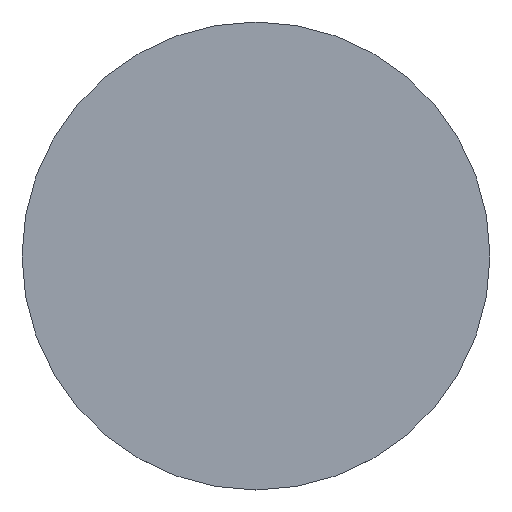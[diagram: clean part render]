
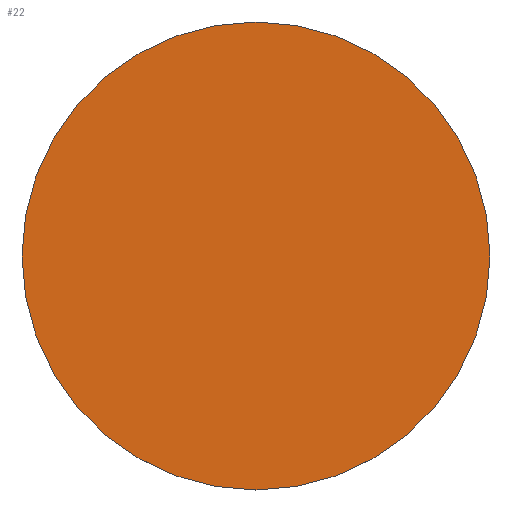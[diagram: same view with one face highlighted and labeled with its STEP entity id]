
A CAD part, top view. The second image highlights one B-rep face of the part: STEP entity #22.
In plain terms, the highlighted planar face has unit normal (0, 0, 1).
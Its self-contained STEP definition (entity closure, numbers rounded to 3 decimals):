
#22 = ADVANCED_FACE ( 'NONE', ( #46 ), #77, .T. ) ;
#40 = DIRECTION ( 'NONE',  ( 1., 0., 0. ) ) ;
#42 = CIRCLE ( 'NONE', #133, 20. ) ;
#46 = FACE_OUTER_BOUND ( 'NONE', #173, .T. ) ;
#54 = CARTESIAN_POINT ( 'NONE',  ( 0., 0., 0.2 ) ) ;
#65 = CIRCLE ( 'NONE', #111, 20. ) ;
#69 = VERTEX_POINT ( 'NONE', #137 ) ;
#75 = ORIENTED_EDGE ( 'NONE', *, *, #119, .T. ) ;
#77 = PLANE ( 'NONE',  #121 ) ;
#85 = ORIENTED_EDGE ( 'NONE', *, *, #108, .T. ) ;
#101 = DIRECTION ( 'NONE',  ( 0., 0., 1. ) ) ;
#102 = CARTESIAN_POINT ( 'NONE',  ( 0., 0., 0.2 ) ) ;
#108 = EDGE_CURVE ( 'NONE', #69, #141, #65, .T. ) ;
#111 = AXIS2_PLACEMENT_3D ( 'NONE', #126, #124, #175 ) ;
#119 = EDGE_CURVE ( 'NONE', #141, #69, #42, .T. ) ;
#121 = AXIS2_PLACEMENT_3D ( 'NONE', #102, #101, #174 ) ;
#124 = DIRECTION ( 'NONE',  ( 0., 0., 1. ) ) ;
#126 = CARTESIAN_POINT ( 'NONE',  ( 0., 0., 0.2 ) ) ;
#133 = AXIS2_PLACEMENT_3D ( 'NONE', #54, #152, #40 ) ;
#137 = CARTESIAN_POINT ( 'NONE',  ( 20., 0., 0.2 ) ) ;
#141 = VERTEX_POINT ( 'NONE', #167 ) ;
#152 = DIRECTION ( 'NONE',  ( 0., 0., 1. ) ) ;
#167 = CARTESIAN_POINT ( 'NONE',  ( -20., 0., 0.2 ) ) ;
#173 = EDGE_LOOP ( 'NONE', ( #75, #85 ) ) ;
#174 = DIRECTION ( 'NONE',  ( 1., 0., 0. ) ) ;
#175 = DIRECTION ( 'NONE',  ( 1., 0., 0. ) ) ;
